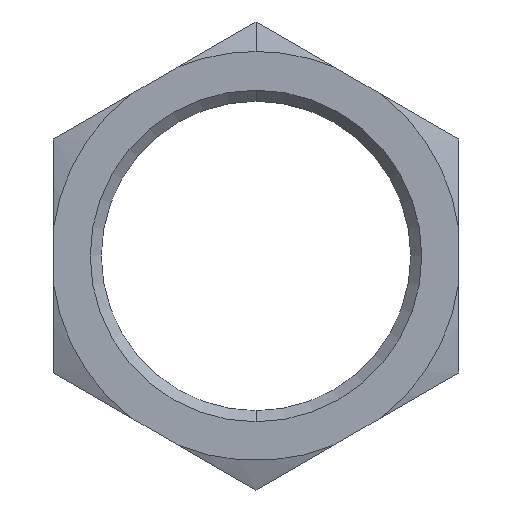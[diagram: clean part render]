
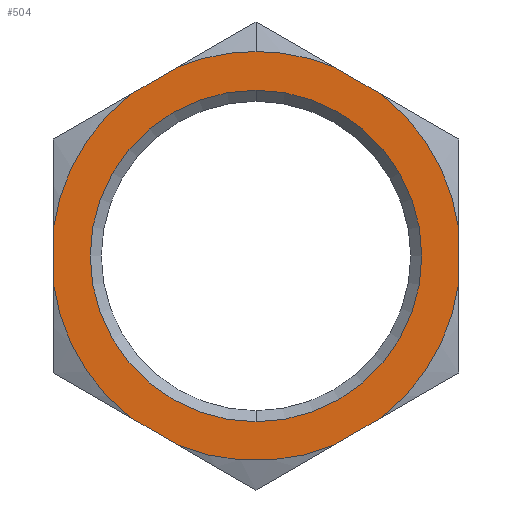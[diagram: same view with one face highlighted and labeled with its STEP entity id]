
A CAD part, front view. The second image highlights one B-rep face of the part: STEP entity #504.
In plain terms, the highlighted planar face has unit normal (0, -1, 0).
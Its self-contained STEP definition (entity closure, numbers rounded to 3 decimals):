
#19 = CARTESIAN_POINT ( 'NONE',  ( 0., 0., 0. ) ) ;
#34 = DIRECTION ( 'NONE',  ( 0., 0., -1. ) ) ;
#39 = CARTESIAN_POINT ( 'NONE',  ( 0., 0., 0. ) ) ;
#40 = DIRECTION ( 'NONE',  ( 0., -1., 0. ) ) ;
#41 = DIRECTION ( 'NONE',  ( 0., 0., -1. ) ) ;
#42 = CARTESIAN_POINT ( 'NONE',  ( 0., 0., 0. ) ) ;
#43 = DIRECTION ( 'NONE',  ( 0., -1., 0. ) ) ;
#44 = DIRECTION ( 'NONE',  ( 0., 0., -1. ) ) ;
#71 = CARTESIAN_POINT ( 'NONE',  ( 5.5, 0., 3.175 ) ) ;
#77 = DIRECTION ( 'NONE',  ( 0., 1., 0. ) ) ;
#78 = CARTESIAN_POINT ( 'NONE',  ( 0., 0., 0. ) ) ;
#79 = DIRECTION ( 'NONE',  ( 0., -1., 0. ) ) ;
#80 = DIRECTION ( 'NONE',  ( 0., 0., -1. ) ) ;
#94 = CARTESIAN_POINT ( 'NONE',  ( 0., 0., 0. ) ) ;
#95 = DIRECTION ( 'NONE',  ( 0., 1., 0. ) ) ;
#96 = DIRECTION ( 'NONE',  ( 0., 0., 1. ) ) ;
#113 = DIRECTION ( 'NONE',  ( 0., 0., 1. ) ) ;
#119 = CARTESIAN_POINT ( 'NONE',  ( 5.5, 0., -3.175 ) ) ;
#120 = CARTESIAN_POINT ( 'NONE',  ( -5.5, 0., 3.175 ) ) ;
#124 = DIRECTION ( 'NONE',  ( -0.866, 0., -0.5 ) ) ;
#125 = DIRECTION ( 'NONE',  ( 0.866, 0., 0.5 ) ) ;
#130 = CARTESIAN_POINT ( 'NONE',  ( 0., 0., 6.351 ) ) ;
#131 = DIRECTION ( 'NONE',  ( 0.866, 0., -0.5 ) ) ;
#152 = EDGE_CURVE ( 'NONE', #829, #800, #811, .T. ) ;
#153 = EDGE_CURVE ( 'NONE', #823, #732, #765, .T. ) ;
#156 = EDGE_CURVE ( 'NONE', #857, #746, #747, .T. ) ;
#167 = EDGE_CURVE ( 'NONE', #772, #822, #871, .T. ) ;
#171 = EDGE_CURVE ( 'NONE', #859, #757, #664, .T. ) ;
#174 = EDGE_CURVE ( 'NONE', #822, #772, #736, .T. ) ;
#184 = AXIS2_PLACEMENT_3D ( 'NONE', #330, #331, #332 ) ;
#186 = AXIS2_PLACEMENT_3D ( 'NONE', #78, #79, #80 ) ;
#190 = AXIS2_PLACEMENT_3D ( 'NONE', #882, #883, #884 ) ;
#196 = AXIS2_PLACEMENT_3D ( 'NONE', #94, #95, #96 ) ;
#203 = EDGE_CURVE ( 'NONE', #688, #685, #775, .T. ) ;
#207 = EDGE_CURVE ( 'NONE', #767, #685, #671, .T. ) ;
#208 = AXIS2_PLACEMENT_3D ( 'NONE', #630, #77, #113 ) ;
#209 = EDGE_CURVE ( 'NONE', #688, #794, #679, .T. ) ;
#213 = AXIS2_PLACEMENT_3D ( 'NONE', #384, #383, #388 ) ;
#217 = AXIS2_PLACEMENT_3D ( 'NONE', #42, #43, #44 ) ;
#218 = AXIS2_PLACEMENT_3D ( 'NONE', #19, #405, #406 ) ;
#237 = EDGE_CURVE ( 'NONE', #767, #732, #770, .T. ) ;
#238 = EDGE_CURVE ( 'NONE', #829, #740, #821, .T. ) ;
#246 = EDGE_CURVE ( 'NONE', #857, #794, #653, .T. ) ;
#248 = EDGE_CURVE ( 'NONE', #859, #800, #642, .T. ) ;
#249 = AXIS2_PLACEMENT_3D ( 'NONE', #39, #40, #41 ) ;
#253 = EDGE_CURVE ( 'NONE', #746, #740, #828, .T. ) ;
#257 = EDGE_CURVE ( 'NONE', #823, #757, #756, .T. ) ;
#276 = AXIS2_PLACEMENT_3D ( 'NONE', #885, #886, #632 ) ;
#326 = CARTESIAN_POINT ( 'NONE',  ( -5.5, 0., -3.175 ) ) ;
#327 = DIRECTION ( 'NONE',  ( 0., 0., 1. ) ) ;
#330 = CARTESIAN_POINT ( 'NONE',  ( 0., 0., 0. ) ) ;
#331 = DIRECTION ( 'NONE',  ( 0., -1., 0. ) ) ;
#332 = DIRECTION ( 'NONE',  ( 0., 0., -1. ) ) ;
#383 = DIRECTION ( 'NONE',  ( 0., 1., 0. ) ) ;
#384 = CARTESIAN_POINT ( 'NONE',  ( 0., 0., 0. ) ) ;
#386 = PLANE ( 'NONE',  #213 ) ;
#388 = DIRECTION ( 'NONE',  ( 0., 0., 1. ) ) ;
#405 = DIRECTION ( 'NONE',  ( 0., -1., 0. ) ) ;
#406 = DIRECTION ( 'NONE',  ( 0., 0., -1. ) ) ;
#409 = CARTESIAN_POINT ( 'NONE',  ( 0., 0., -6.351 ) ) ;
#410 = DIRECTION ( 'NONE',  ( -0.866, 0., 0.5 ) ) ;
#443 = CARTESIAN_POINT ( 'NONE',  ( 3.399, 0., 4.388 ) ) ;
#446 = CARTESIAN_POINT ( 'NONE',  ( -5.5, 0., 0.75 ) ) ;
#448 = CARTESIAN_POINT ( 'NONE',  ( 0., 0., 4.5 ) ) ;
#450 = CARTESIAN_POINT ( 'NONE',  ( -2.101, 0., -5.138 ) ) ;
#451 = CARTESIAN_POINT ( 'NONE',  ( -3.399, 0., 4.388 ) ) ;
#454 = CARTESIAN_POINT ( 'NONE',  ( 2.101, 0., 5.138 ) ) ;
#455 = CARTESIAN_POINT ( 'NONE',  ( -5.5, 0., -0.75 ) ) ;
#504 = ADVANCED_FACE ( 'NONE', ( #869, #700 ), #386, .F. ) ;
#516 = ORIENTED_EDGE ( 'NONE', *, *, #257, .F. ) ;
#519 = ORIENTED_EDGE ( 'NONE', *, *, #203, .F. ) ;
#521 = ORIENTED_EDGE ( 'NONE', *, *, #153, .T. ) ;
#534 = ORIENTED_EDGE ( 'NONE', *, *, #171, .T. ) ;
#535 = ORIENTED_EDGE ( 'NONE', *, *, #156, .T. ) ;
#548 = EDGE_LOOP ( 'NONE', ( #593, #554, #535, #573, #848, #580, #563, #534, #516, #521, #846, #600, #519 ) ) ;
#554 = ORIENTED_EDGE ( 'NONE', *, *, #246, .F. ) ;
#563 = ORIENTED_EDGE ( 'NONE', *, *, #248, .F. ) ;
#573 = ORIENTED_EDGE ( 'NONE', *, *, #253, .T. ) ;
#574 = EDGE_LOOP ( 'NONE', ( #839, #713 ) ) ;
#580 = ORIENTED_EDGE ( 'NONE', *, *, #152, .T. ) ;
#593 = ORIENTED_EDGE ( 'NONE', *, *, #209, .T. ) ;
#600 = ORIENTED_EDGE ( 'NONE', *, *, #207, .T. ) ;
#630 = CARTESIAN_POINT ( 'NONE',  ( 0., 0., 0. ) ) ;
#632 = DIRECTION ( 'NONE',  ( 0., 0., -1. ) ) ;
#642 = LINE ( 'NONE', #326, #847 ) ;
#645 = VECTOR ( 'NONE', #131, 1000. ) ;
#653 = LINE ( 'NONE', #130, #645 ) ;
#664 = CIRCLE ( 'NONE', #186, 5.551 ) ;
#671 = CIRCLE ( 'NONE', #249, 5.551 ) ;
#679 = CIRCLE ( 'NONE', #217, 5.551 ) ;
#685 = VERTEX_POINT ( 'NONE', #905 ) ;
#688 = VERTEX_POINT ( 'NONE', #906 ) ;
#690 = VECTOR ( 'NONE', #34, 1000. ) ;
#700 = FACE_OUTER_BOUND ( 'NONE', #548, .T. ) ;
#713 = ORIENTED_EDGE ( 'NONE', *, *, #174, .T. ) ;
#716 = VECTOR ( 'NONE', #125, 1000. ) ;
#732 = VERTEX_POINT ( 'NONE', #914 ) ;
#736 = CIRCLE ( 'NONE', #208, 4.5 ) ;
#740 = VERTEX_POINT ( 'NONE', #907 ) ;
#746 = VERTEX_POINT ( 'NONE', #913 ) ;
#747 = CIRCLE ( 'NONE', #184, 5.551 ) ;
#756 = LINE ( 'NONE', #409, #818 ) ;
#757 = VERTEX_POINT ( 'NONE', #920 ) ;
#765 = CIRCLE ( 'NONE', #276, 5.551 ) ;
#767 = VERTEX_POINT ( 'NONE', #923 ) ;
#770 = LINE ( 'NONE', #119, #831 ) ;
#772 = VERTEX_POINT ( 'NONE', #915 ) ;
#775 = LINE ( 'NONE', #71, #690 ) ;
#794 = VERTEX_POINT ( 'NONE', #443 ) ;
#800 = VERTEX_POINT ( 'NONE', #446 ) ;
#811 = CIRCLE ( 'NONE', #190, 5.551 ) ;
#818 = VECTOR ( 'NONE', #410, 1000. ) ;
#821 = LINE ( 'NONE', #120, #716 ) ;
#822 = VERTEX_POINT ( 'NONE', #448 ) ;
#823 = VERTEX_POINT ( 'NONE', #450 ) ;
#828 = CIRCLE ( 'NONE', #218, 5.551 ) ;
#829 = VERTEX_POINT ( 'NONE', #451 ) ;
#831 = VECTOR ( 'NONE', #124, 1000. ) ;
#839 = ORIENTED_EDGE ( 'NONE', *, *, #167, .T. ) ;
#846 = ORIENTED_EDGE ( 'NONE', *, *, #237, .F. ) ;
#847 = VECTOR ( 'NONE', #327, 1000. ) ;
#848 = ORIENTED_EDGE ( 'NONE', *, *, #238, .F. ) ;
#857 = VERTEX_POINT ( 'NONE', #454 ) ;
#859 = VERTEX_POINT ( 'NONE', #455 ) ;
#869 = FACE_BOUND ( 'NONE', #574, .T. ) ;
#871 = CIRCLE ( 'NONE', #196, 4.5 ) ;
#882 = CARTESIAN_POINT ( 'NONE',  ( 0., 0., 0. ) ) ;
#883 = DIRECTION ( 'NONE',  ( 0., -1., 0. ) ) ;
#884 = DIRECTION ( 'NONE',  ( 0., 0., -1. ) ) ;
#885 = CARTESIAN_POINT ( 'NONE',  ( 0., 0., 0. ) ) ;
#886 = DIRECTION ( 'NONE',  ( 0., -1., 0. ) ) ;
#905 = CARTESIAN_POINT ( 'NONE',  ( 5.5, 0., -0.75 ) ) ;
#906 = CARTESIAN_POINT ( 'NONE',  ( 5.5, 0., 0.75 ) ) ;
#907 = CARTESIAN_POINT ( 'NONE',  ( -2.101, 0., 5.138 ) ) ;
#913 = CARTESIAN_POINT ( 'NONE',  ( 0., 0., 5.551 ) ) ;
#914 = CARTESIAN_POINT ( 'NONE',  ( 2.101, 0., -5.138 ) ) ;
#915 = CARTESIAN_POINT ( 'NONE',  ( 0., 0., -4.5 ) ) ;
#920 = CARTESIAN_POINT ( 'NONE',  ( -3.399, 0., -4.388 ) ) ;
#923 = CARTESIAN_POINT ( 'NONE',  ( 3.399, 0., -4.388 ) ) ;
